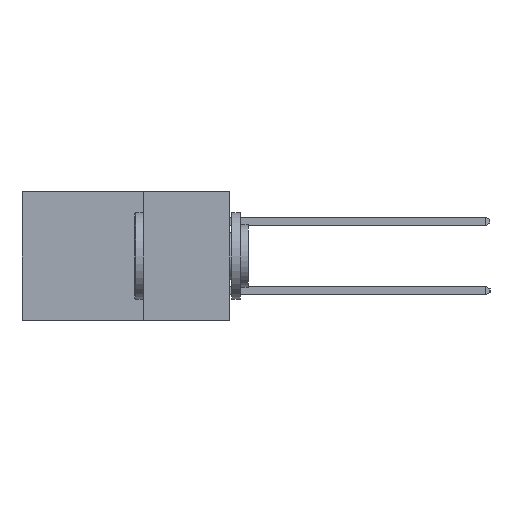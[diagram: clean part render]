
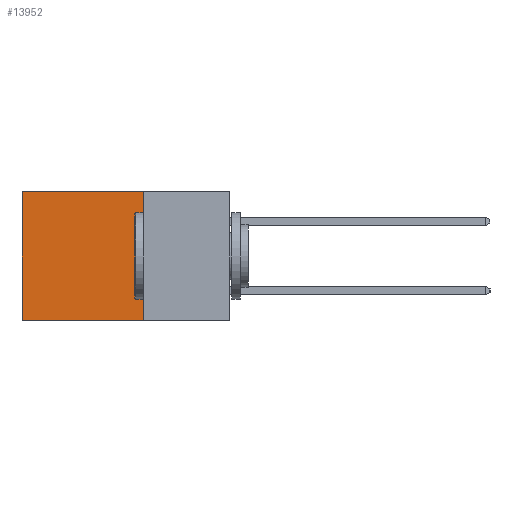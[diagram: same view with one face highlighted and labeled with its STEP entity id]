
A CAD part, left-side view. The second image highlights one B-rep face of the part: STEP entity #13952.
In plain terms, the highlighted planar face has unit normal (-1, 0, 0).
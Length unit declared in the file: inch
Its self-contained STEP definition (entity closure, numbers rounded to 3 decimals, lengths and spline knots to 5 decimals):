
#1137 = VERTEX_POINT ( 'NONE', #5219 ) ;
#1162 = DIRECTION ( 'NONE',  ( 0., 0., -1. ) ) ;
#1286 = ORIENTED_EDGE ( 'NONE', *, *, #8765, .F. ) ;
#1373 = CARTESIAN_POINT ( 'NONE',  ( 0.2615, 0.6, -0.37 ) ) ;
#2373 = EDGE_LOOP ( 'NONE', ( #6687, #15564, #1286, #7008 ) ) ;
#2698 = DIRECTION ( 'NONE',  ( 1., 0., 0. ) ) ;
#3545 = CARTESIAN_POINT ( 'NONE',  ( 0.2615, 0.6, 0. ) ) ;
#4659 = VERTEX_POINT ( 'NONE', #10845 ) ;
#5061 = DIRECTION ( 'NONE',  ( 0., 0., -1. ) ) ;
#5219 = CARTESIAN_POINT ( 'NONE',  ( 0.2615, 0.6, -0.37 ) ) ;
#5518 = VERTEX_POINT ( 'NONE', #13380 ) ;
#6055 = EDGE_CURVE ( 'NONE', #17645, #1137, #16505, .T. ) ;
#6687 = ORIENTED_EDGE ( 'NONE', *, *, #6055, .T. ) ;
#7008 = ORIENTED_EDGE ( 'NONE', *, *, #13731, .T. ) ;
#8017 = CARTESIAN_POINT ( 'NONE',  ( 0.2615, 0.25, -0.37 ) ) ;
#8386 = LINE ( 'NONE', #8017, #12023 ) ;
#8550 = CARTESIAN_POINT ( 'NONE',  ( 0.2615, 0.25, -0.37 ) ) ;
#8765 = EDGE_CURVE ( 'NONE', #4659, #5518, #8386, .T. ) ;
#8976 = AXIS2_PLACEMENT_3D ( 'NONE', #11292, #2698, #12677 ) ;
#9163 = LINE ( 'NONE', #16464, #9590 ) ;
#9590 = VECTOR ( 'NONE', #17834, 39.37008 ) ;
#9615 = FACE_OUTER_BOUND ( 'NONE', #2373, .T. ) ;
#9924 = DIRECTION ( 'NONE',  ( 0., 1., 0. ) ) ;
#10845 = CARTESIAN_POINT ( 'NONE',  ( 0.2615, 0.25, 0. ) ) ;
#11292 = CARTESIAN_POINT ( 'NONE',  ( 0.2615, 0.25, -0.37 ) ) ;
#12023 = VECTOR ( 'NONE', #5061, 39.37008 ) ;
#12677 = DIRECTION ( 'NONE',  ( 0., 0., -1. ) ) ;
#12838 = VECTOR ( 'NONE', #9924, 39.37008 ) ;
#13380 = CARTESIAN_POINT ( 'NONE',  ( 0.2615, 0.25, -0.37 ) ) ;
#13731 = EDGE_CURVE ( 'NONE', #4659, #17645, #9163, .T. ) ;
#13951 = EDGE_CURVE ( 'NONE', #5518, #1137, #16608, .T. ) ;
#13952 = ADVANCED_FACE ( 'NONE', ( #9615 ), #15487, .F. ) ;
#15487 = PLANE ( 'NONE',  #8976 ) ;
#15564 = ORIENTED_EDGE ( 'NONE', *, *, #13951, .F. ) ;
#16078 = VECTOR ( 'NONE', #1162, 39.37008 ) ;
#16464 = CARTESIAN_POINT ( 'NONE',  ( 0.2615, 0.25, 0. ) ) ;
#16505 = LINE ( 'NONE', #1373, #16078 ) ;
#16608 = LINE ( 'NONE', #8550, #12838 ) ;
#17645 = VERTEX_POINT ( 'NONE', #3545 ) ;
#17834 = DIRECTION ( 'NONE',  ( 0., 1., 0. ) ) ;
